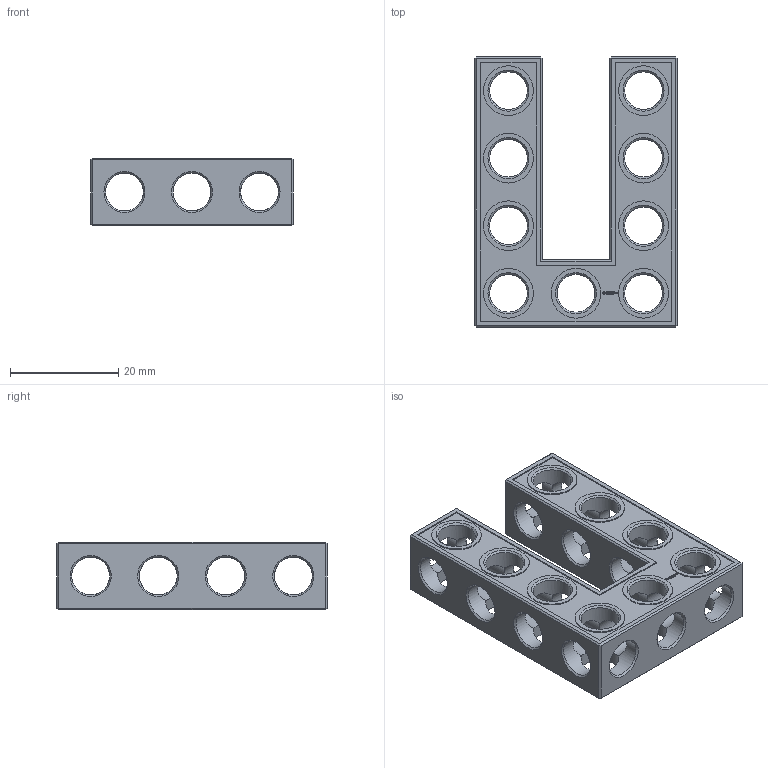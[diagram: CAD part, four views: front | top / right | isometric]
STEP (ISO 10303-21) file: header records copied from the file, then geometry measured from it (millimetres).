
FILE_DESCRIPTION(('FreeCAD Model'),'2;1');
FILE_NAME('Open CASCADE Shape Model','2021-09-21T22:39:07',( 'Paulo Kiefe'),('STEMFIE.org'),'Open CASCADE STEP processor 7.4', 'FreeCAD','Unknown');
FILE_SCHEMA(('AUTOMOTIVE_DESIGN { 1 0 10303 214 1 1 1 1 }'));
Products named in the file (1): Beam_AGD_ESS_USH_SYM_BU03x04x01_-_SPN-BEM-0303_(stemfie.org)
Bounding box: 37.5 x 50 x 12.5 mm (x, y, z)
Volume: 8783.3 mm3; surface area: 8012.7 mm2
Topology: 1 solids, 1 shells, 668 faces, 1916 edges, 1256 vertices
Faces by surface type: plane 381, extrusion 194, cylinder 55, cone 38
Full cylindrical faces by diameter (mm): 7 x46, 9.2 x9
Entity records: 56275 total; most frequent: CARTESIAN_POINT 20158, DIRECTION 5724, VECTOR 4299, LINE 4105, ORIENTED_EDGE 3832, PCURVE 3832, DEFINITIONAL_REPRESENTATION 3832, EDGE_CURVE 1916
